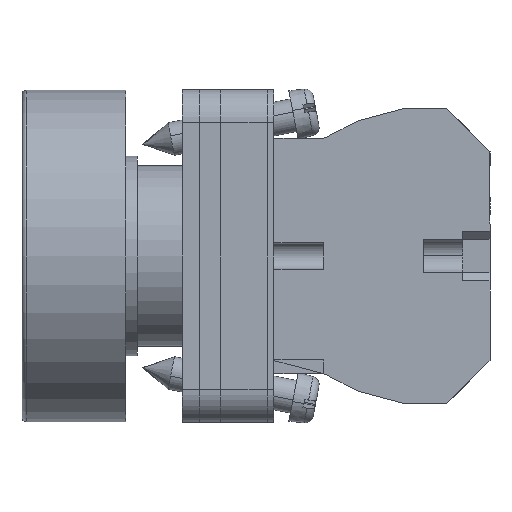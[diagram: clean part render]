
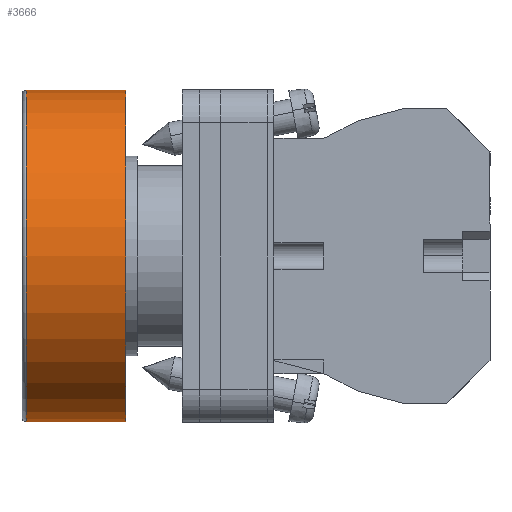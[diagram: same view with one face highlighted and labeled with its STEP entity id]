
A CAD part, left-side view. The second image highlights one B-rep face of the part: STEP entity #3666.
In plain terms, the highlighted cylindrical face has radius 19.925 mm (diameter 39.85 mm), a partial arc.
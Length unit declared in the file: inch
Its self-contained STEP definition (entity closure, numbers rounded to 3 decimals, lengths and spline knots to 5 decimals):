
#748 = AXIS2_PLACEMENT_3D ( 'NONE', #3060, #11019, #4985 ) ;
#824 = VERTEX_POINT ( 'NONE', #10812 ) ;
#1101 = EDGE_CURVE ( 'NONE', #10981, #3074, #11947, .T. ) ;
#1309 = CARTESIAN_POINT ( 'NONE',  ( 0., 4.23057, 0.78445 ) ) ;
#1387 = ORIENTED_EDGE ( 'NONE', *, *, #2702, .F. ) ;
#1684 = LINE ( 'NONE', #1309, #6537 ) ;
#2402 = FACE_OUTER_BOUND ( 'NONE', #6032, .T. ) ;
#2531 = CARTESIAN_POINT ( 'NONE',  ( 0., 0.92126, 0. ) ) ;
#2702 = EDGE_CURVE ( 'NONE', #10981, #8574, #1684, .T. ) ;
#3060 = CARTESIAN_POINT ( 'NONE',  ( 0., 4.23057, 0. ) ) ;
#3074 = VERTEX_POINT ( 'NONE', #12756 ) ;
#3118 = EDGE_CURVE ( 'NONE', #824, #8574, #10174, .T. ) ;
#3258 = DIRECTION ( 'NONE',  ( 0., -1., 0. ) ) ;
#3516 = DIRECTION ( 'NONE',  ( 0., 0., -1. ) ) ;
#3666 = ADVANCED_FACE ( 'NONE', ( #2402 ), #9991, .T. ) ;
#3743 = DIRECTION ( 'NONE',  ( 0., -1., 0. ) ) ;
#4382 = AXIS2_PLACEMENT_3D ( 'NONE', #2531, #9473, #3516 ) ;
#4600 = CARTESIAN_POINT ( 'NONE',  ( 0., 0.44843, 0.78445 ) ) ;
#4725 = ORIENTED_EDGE ( 'NONE', *, *, #3118, .T. ) ;
#4857 = ORIENTED_EDGE ( 'NONE', *, *, #1101, .T. ) ;
#4905 = DIRECTION ( 'NONE',  ( 0., 1., 0. ) ) ;
#4985 = DIRECTION ( 'NONE',  ( 0., 0., -1. ) ) ;
#5421 = LINE ( 'NONE', #9711, #10139 ) ;
#5443 = ORIENTED_EDGE ( 'NONE', *, *, #12106, .T. ) ;
#6032 = EDGE_LOOP ( 'NONE', ( #1387, #4857, #5443, #4725 ) ) ;
#6537 = VECTOR ( 'NONE', #3258, 39.37008 ) ;
#7688 = CARTESIAN_POINT ( 'NONE',  ( 0., 0.92126, 0.78445 ) ) ;
#8574 = VERTEX_POINT ( 'NONE', #4600 ) ;
#9473 = DIRECTION ( 'NONE',  ( 0., -1., 0. ) ) ;
#9711 = CARTESIAN_POINT ( 'NONE',  ( 0., 4.23057, -0.78445 ) ) ;
#9991 = CYLINDRICAL_SURFACE ( 'NONE', #748, 0.78445 ) ;
#10139 = VECTOR ( 'NONE', #3743, 39.37008 ) ;
#10174 = CIRCLE ( 'NONE', #10755, 0.78445 ) ;
#10755 = AXIS2_PLACEMENT_3D ( 'NONE', #10929, #4905, #11924 ) ;
#10812 = CARTESIAN_POINT ( 'NONE',  ( 0., 0.44843, -0.78445 ) ) ;
#10929 = CARTESIAN_POINT ( 'NONE',  ( 0., 0.44843, 0. ) ) ;
#10981 = VERTEX_POINT ( 'NONE', #7688 ) ;
#11019 = DIRECTION ( 'NONE',  ( 0., -1., 0. ) ) ;
#11924 = DIRECTION ( 'NONE',  ( 0., 0., 1. ) ) ;
#11947 = CIRCLE ( 'NONE', #4382, 0.78445 ) ;
#12106 = EDGE_CURVE ( 'NONE', #3074, #824, #5421, .T. ) ;
#12756 = CARTESIAN_POINT ( 'NONE',  ( 0., 0.92126, -0.78445 ) ) ;
